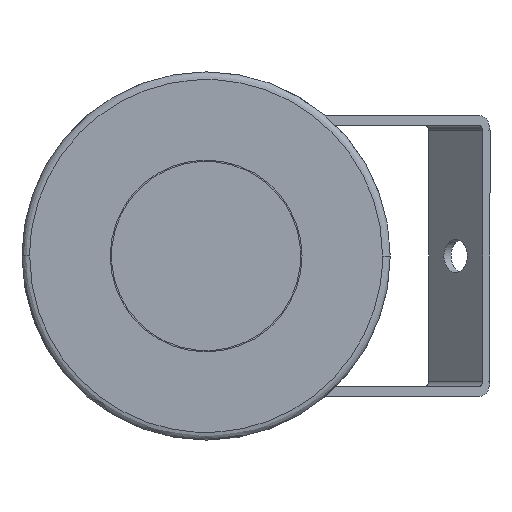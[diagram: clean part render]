
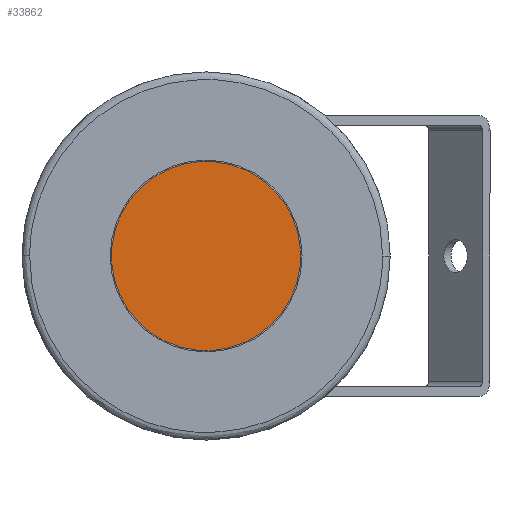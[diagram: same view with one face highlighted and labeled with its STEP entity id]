
A CAD part, left-side view. The second image highlights one B-rep face of the part: STEP entity #33862.
In plain terms, the highlighted face is planar.
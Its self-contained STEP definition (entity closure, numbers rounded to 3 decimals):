
#8454 = EDGE_LOOP ( 'NONE', ( #40483, #58459 ) ) ;
#12094 = PLANE ( 'NONE',  #50759 ) ;
#12902 = DIRECTION ( 'NONE',  ( 1., 0., 0. ) ) ;
#17235 = VERTEX_POINT ( 'NONE', #41383 ) ;
#20021 = VERTEX_POINT ( 'NONE', #25091 ) ;
#22063 = DIRECTION ( 'NONE',  ( -1., 0., 0. ) ) ;
#24362 = EDGE_CURVE ( 'NONE', #17235, #20021, #41074, .T. ) ;
#24518 = AXIS2_PLACEMENT_3D ( 'NONE', #31853, #55976, #32486 ) ;
#25091 = CARTESIAN_POINT ( 'NONE',  ( 18.5, 0., -5. ) ) ;
#28532 = FACE_OUTER_BOUND ( 'NONE', #8454, .T. ) ;
#31853 = CARTESIAN_POINT ( 'NONE',  ( 0., 0., -5. ) ) ;
#32486 = DIRECTION ( 'NONE',  ( -1., 0., 0. ) ) ;
#33862 = ADVANCED_FACE ( 'N', ( #28532 ), #12094, .F. ) ;
#36040 = CARTESIAN_POINT ( 'NONE',  ( 0., 0., -5. ) ) ;
#36709 = CIRCLE ( 'NONE', #51273, 18.5 ) ;
#40483 = ORIENTED_EDGE ( 'NONE', *, *, #24362, .F. ) ;
#40781 = DIRECTION ( 'NONE',  ( 0., 0., 1. ) ) ;
#41074 = CIRCLE ( 'NONE', #24518, 18.5 ) ;
#41383 = CARTESIAN_POINT ( 'NONE',  ( -18.5, 0., -5. ) ) ;
#45085 = CARTESIAN_POINT ( 'NONE',  ( 0., 0., -5. ) ) ;
#50759 = AXIS2_PLACEMENT_3D ( 'NONE', #45085, #40781, #12902 ) ;
#50762 = DIRECTION ( 'NONE',  ( 0., 0., 1. ) ) ;
#51273 = AXIS2_PLACEMENT_3D ( 'NONE', #36040, #50762, #22063 ) ;
#52081 = EDGE_CURVE ( 'NONE', #20021, #17235, #36709, .T. ) ;
#55976 = DIRECTION ( 'NONE',  ( 0., 0., 1. ) ) ;
#58459 = ORIENTED_EDGE ( 'NONE', *, *, #52081, .F. ) ;
